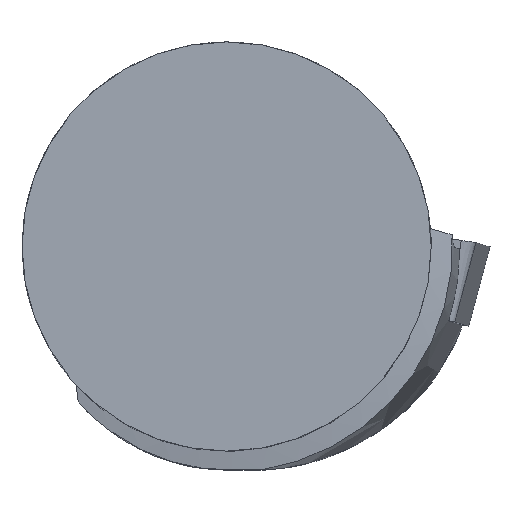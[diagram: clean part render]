
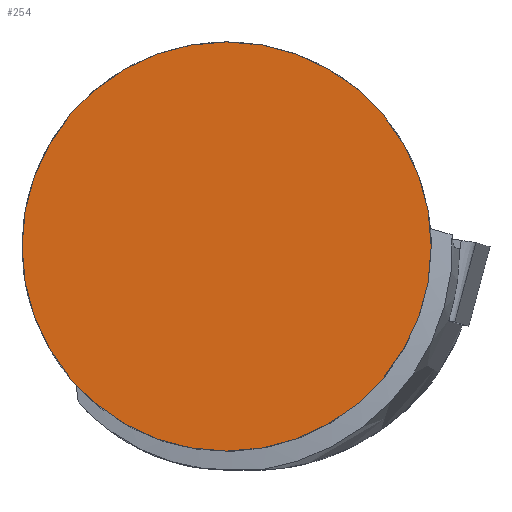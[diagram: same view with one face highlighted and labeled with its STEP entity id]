
A CAD part, top view. The second image highlights one B-rep face of the part: STEP entity #254.
In plain terms, the highlighted planar face has unit normal (0, 0, 1).
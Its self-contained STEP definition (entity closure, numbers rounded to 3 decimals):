
#122=PLANE('',#833);
#254=ADVANCED_FACE('',(#295),#122,.T.);
#295=FACE_OUTER_BOUND('',#338,.T.);
#338=EDGE_LOOP('',(#496));
#365=CIRCLE('',#808,10.);
#496=ORIENTED_EDGE('',*,*,#658,.F.);
#590=VERTEX_POINT('',#1283);
#658=EDGE_CURVE('',#590,#590,#365,.T.);
#808=AXIS2_PLACEMENT_3D('',#1282,#928,#929);
#833=AXIS2_PLACEMENT_3D('',#1331,#982,#983);
#928=DIRECTION('',(0.,0.,-1.));
#929=DIRECTION('',(1.,0.,0.));
#982=DIRECTION('',(0.,0.,1.));
#983=DIRECTION('',(1.,0.,0.));
#1282=CARTESIAN_POINT('',(0.,0.,0.));
#1283=CARTESIAN_POINT('',(10.,0.,0.));
#1331=CARTESIAN_POINT('',(0.,0.,0.));
